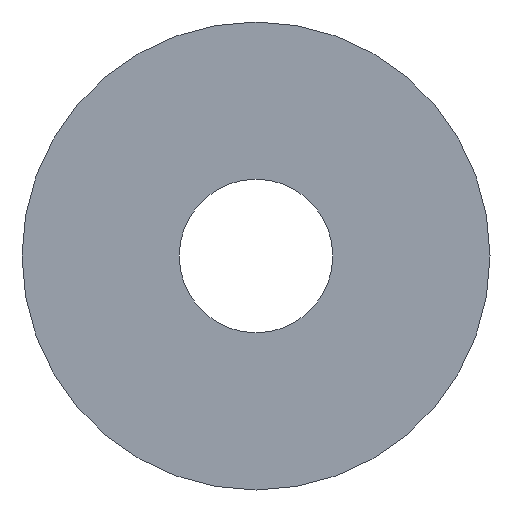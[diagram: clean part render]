
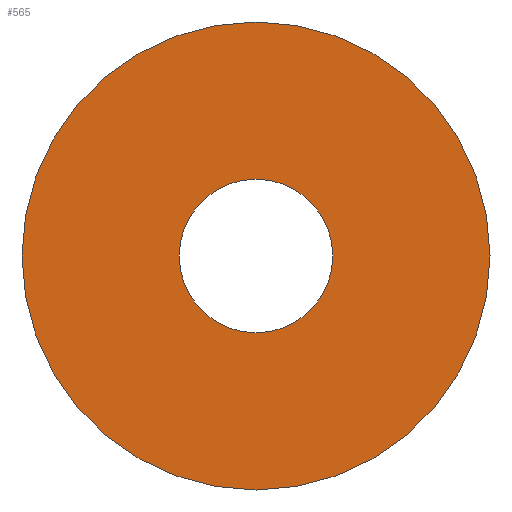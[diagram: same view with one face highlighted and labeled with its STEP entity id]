
A CAD part, front view. The second image highlights one B-rep face of the part: STEP entity #565.
In plain terms, the highlighted planar face has unit normal (0, -1, 0).
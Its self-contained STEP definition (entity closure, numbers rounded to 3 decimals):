
#1 = CARTESIAN_POINT ( 'NONE',  ( 0., 0., 0. ) ) ;
#3 = VERTEX_POINT ( 'NONE', #303 ) ;
#6 = AXIS2_PLACEMENT_3D ( 'NONE', #517, #240, #170 ) ;
#11 = DIRECTION ( 'NONE',  ( 0., 0., 1. ) ) ;
#13 = DIRECTION ( 'NONE',  ( 0., 1., 0. ) ) ;
#44 = ORIENTED_EDGE ( 'NONE', *, *, #139, .T. ) ;
#50 = CIRCLE ( 'NONE', #6, 32. ) ;
#54 = DIRECTION ( 'NONE',  ( 0., 0., 1. ) ) ;
#68 = CARTESIAN_POINT ( 'NONE',  ( 0., 0., 0. ) ) ;
#72 = CARTESIAN_POINT ( 'NONE',  ( 0., 0., -10.5 ) ) ;
#97 = EDGE_CURVE ( 'NONE', #567, #3, #372, .T. ) ;
#99 = EDGE_LOOP ( 'NONE', ( #174, #566 ) ) ;
#100 = CIRCLE ( 'NONE', #514, 10.5 ) ;
#134 = CIRCLE ( 'NONE', #249, 32. ) ;
#139 = EDGE_CURVE ( 'NONE', #3, #567, #100, .T. ) ;
#168 = DIRECTION ( 'NONE',  ( 0., 1., 0. ) ) ;
#170 = DIRECTION ( 'NONE',  ( 0., 0., 1. ) ) ;
#174 = ORIENTED_EDGE ( 'NONE', *, *, #387, .F. ) ;
#209 = VERTEX_POINT ( 'NONE', #228 ) ;
#219 = DIRECTION ( 'NONE',  ( 0., 1., 0. ) ) ;
#228 = CARTESIAN_POINT ( 'NONE',  ( 0., 0., -32. ) ) ;
#240 = DIRECTION ( 'NONE',  ( 0., 1., 0. ) ) ;
#242 = CARTESIAN_POINT ( 'NONE',  ( 0., 0., 32. ) ) ;
#243 = EDGE_LOOP ( 'NONE', ( #44, #391 ) ) ;
#249 = AXIS2_PLACEMENT_3D ( 'NONE', #68, #13, #11 ) ;
#292 = DIRECTION ( 'NONE',  ( 0., 0., 1. ) ) ;
#303 = CARTESIAN_POINT ( 'NONE',  ( 0., 0., 10.5 ) ) ;
#321 = EDGE_CURVE ( 'NONE', #512, #209, #134, .T. ) ;
#372 = CIRCLE ( 'NONE', #400, 10.5 ) ;
#387 = EDGE_CURVE ( 'NONE', #209, #512, #50, .T. ) ;
#391 = ORIENTED_EDGE ( 'NONE', *, *, #97, .T. ) ;
#400 = AXIS2_PLACEMENT_3D ( 'NONE', #490, #411, #445 ) ;
#411 = DIRECTION ( 'NONE',  ( 0., 1., 0. ) ) ;
#445 = DIRECTION ( 'NONE',  ( 0., 0., 1. ) ) ;
#465 = PLANE ( 'NONE',  #555 ) ;
#470 = FACE_BOUND ( 'NONE', #243, .T. ) ;
#490 = CARTESIAN_POINT ( 'NONE',  ( 0., 0., 0. ) ) ;
#512 = VERTEX_POINT ( 'NONE', #242 ) ;
#513 = CARTESIAN_POINT ( 'NONE',  ( 0., 0., 0. ) ) ;
#514 = AXIS2_PLACEMENT_3D ( 'NONE', #1, #219, #54 ) ;
#517 = CARTESIAN_POINT ( 'NONE',  ( 0., 0., 0. ) ) ;
#538 = FACE_OUTER_BOUND ( 'NONE', #99, .T. ) ;
#555 = AXIS2_PLACEMENT_3D ( 'NONE', #513, #168, #292 ) ;
#565 = ADVANCED_FACE ( 'NONE', ( #470, #538 ), #465, .F. ) ;
#566 = ORIENTED_EDGE ( 'NONE', *, *, #321, .F. ) ;
#567 = VERTEX_POINT ( 'NONE', #72 ) ;
